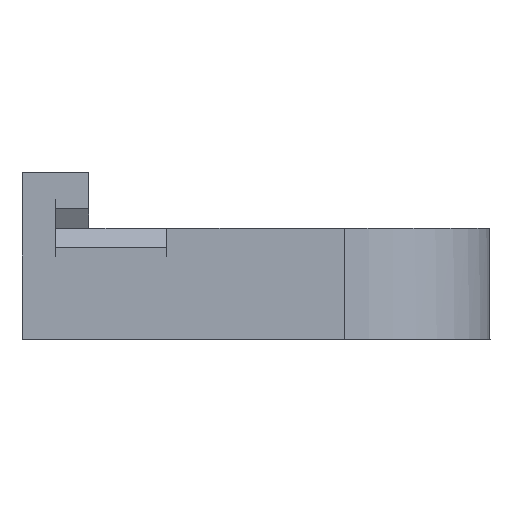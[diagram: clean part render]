
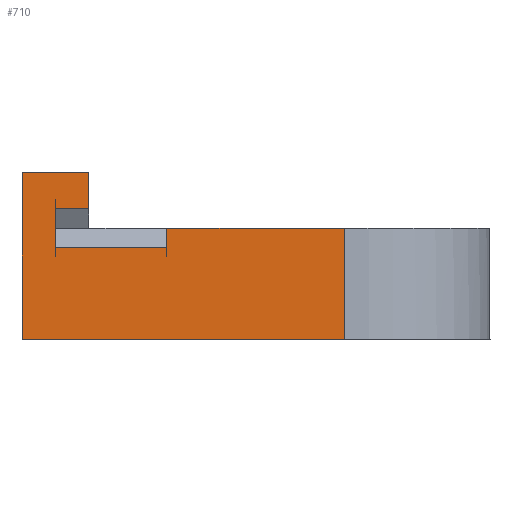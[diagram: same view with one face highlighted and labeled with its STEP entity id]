
A CAD part, left-side view. The second image highlights one B-rep face of the part: STEP entity #710.
In plain terms, the highlighted planar face has unit normal (-1, 0, 0).
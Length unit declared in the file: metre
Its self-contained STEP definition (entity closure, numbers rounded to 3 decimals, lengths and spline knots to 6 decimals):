
#114=ORIENTED_EDGE('',*,*,#305,.F.);
#115=ORIENTED_EDGE('',*,*,#306,.T.);
#116=ORIENTED_EDGE('',*,*,#307,.T.);
#117=ORIENTED_EDGE('',*,*,#308,.F.);
#118=ORIENTED_EDGE('',*,*,#293,.F.);
#119=ORIENTED_EDGE('',*,*,#250,.F.);
#120=ORIENTED_EDGE('',*,*,#265,.F.);
#121=ORIENTED_EDGE('',*,*,#309,.T.);
#122=ORIENTED_EDGE('',*,*,#310,.T.);
#123=ORIENTED_EDGE('',*,*,#287,.F.);
#250=EDGE_CURVE('',#351,#352,#420,.T.);
#265=EDGE_CURVE('',#365,#351,#431,.T.);
#287=EDGE_CURVE('',#386,#387,#451,.T.);
#293=EDGE_CURVE('',#352,#390,#453,.T.);
#305=EDGE_CURVE('',#395,#386,#461,.T.);
#306=EDGE_CURVE('',#395,#396,#462,.T.);
#307=EDGE_CURVE('',#396,#397,#463,.T.);
#308=EDGE_CURVE('',#390,#397,#464,.T.);
#309=EDGE_CURVE('',#365,#398,#465,.T.);
#310=EDGE_CURVE('',#398,#387,#466,.T.);
#351=VERTEX_POINT('',#1020);
#352=VERTEX_POINT('',#1022);
#365=VERTEX_POINT('',#1051);
#386=VERTEX_POINT('',#1103);
#387=VERTEX_POINT('',#1105);
#390=VERTEX_POINT('',#1116);
#395=VERTEX_POINT('',#1137);
#396=VERTEX_POINT('',#1139);
#397=VERTEX_POINT('',#1141);
#398=VERTEX_POINT('',#1144);
#420=LINE('',#1021,#498);
#431=LINE('',#1052,#509);
#451=LINE('',#1104,#529);
#453=LINE('',#1115,#531);
#461=LINE('',#1136,#539);
#462=LINE('',#1138,#540);
#463=LINE('',#1140,#541);
#464=LINE('',#1142,#542);
#465=LINE('',#1143,#543);
#466=LINE('',#1145,#544);
#498=VECTOR('',#819,1.);
#509=VECTOR('',#842,1.);
#529=VECTOR('',#866,1.);
#531=VECTOR('',#880,1.);
#539=VECTOR('',#904,1.);
#540=VECTOR('',#905,1.);
#541=VECTOR('',#906,1.);
#542=VECTOR('',#907,1.);
#543=VECTOR('',#908,1.);
#544=VECTOR('',#909,1.);
#586=EDGE_LOOP('',(#114,#115,#116,#117,#118,#119,#120,#121,#122,#123));
#636=FACE_BOUND('',#586,.T.);
#680=PLANE('',#774);
#710=ADVANCED_FACE('',(#636),#680,.T.);
#774=AXIS2_PLACEMENT_3D('',#1135,#902,#903);
#819=DIRECTION('',(0.,-1.,0.));
#842=DIRECTION('',(0.,0.,1.));
#866=DIRECTION('',(0.,-1.,0.));
#880=DIRECTION('',(0.,0.,-1.));
#902=DIRECTION('',(-1.,0.,0.));
#903=DIRECTION('',(0.,0.,1.));
#904=DIRECTION('',(0.,0.,1.));
#905=DIRECTION('',(0.,1.,0.));
#906=DIRECTION('',(0.,0.,1.));
#907=DIRECTION('',(0.,1.,0.));
#908=DIRECTION('',(0.,-1.,0.));
#909=DIRECTION('',(0.,0.,1.));
#1020=CARTESIAN_POINT('',(0.035469,0.161491,0.0025));
#1021=CARTESIAN_POINT('',(0.035469,0.154245,0.0025));
#1022=CARTESIAN_POINT('',(0.035469,0.158491,0.0025));
#1051=CARTESIAN_POINT('',(0.035469,0.161491,-0.005));
#1052=CARTESIAN_POINT('',(0.035469,0.161491,-0.005));
#1103=CARTESIAN_POINT('',(0.035469,0.154991,0.));
#1104=CARTESIAN_POINT('',(0.035469,0.154245,0.));
#1105=CARTESIAN_POINT('',(0.035469,0.147,0.));
#1115=CARTESIAN_POINT('',(0.035469,0.158491,0.0025));
#1116=CARTESIAN_POINT('',(0.035469,0.158491,0.000866));
#1135=CARTESIAN_POINT('',(0.035469,0.154245,-0.005));
#1136=CARTESIAN_POINT('',(0.035469,0.154991,-0.005));
#1137=CARTESIAN_POINT('',(0.035469,0.154991,-0.000866));
#1138=CARTESIAN_POINT('',(0.035469,0.154991,-0.000866));
#1139=CARTESIAN_POINT('',(0.035469,0.159991,-0.000866));
#1140=CARTESIAN_POINT('',(0.035469,0.159991,-0.005));
#1141=CARTESIAN_POINT('',(0.035469,0.159991,0.000866));
#1142=CARTESIAN_POINT('',(0.035469,0.154991,0.000866));
#1143=CARTESIAN_POINT('',(0.035469,0.154245,-0.005));
#1144=CARTESIAN_POINT('',(0.035469,0.147,-0.005));
#1145=CARTESIAN_POINT('',(0.035469,0.147,-0.005));
